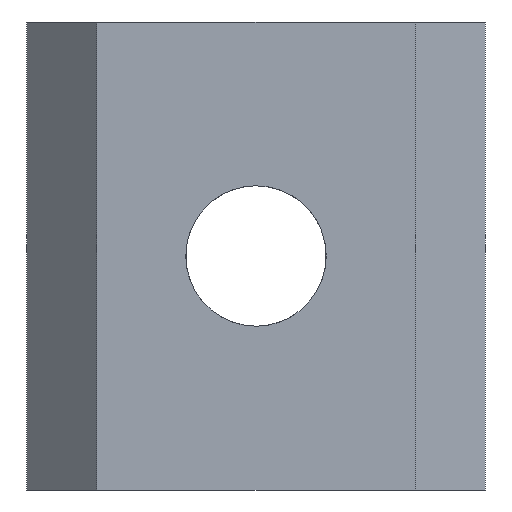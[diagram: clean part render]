
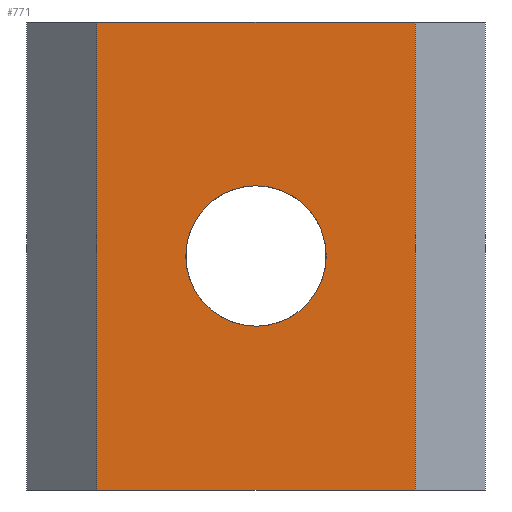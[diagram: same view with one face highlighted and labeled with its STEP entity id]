
A CAD part, front view. The second image highlights one B-rep face of the part: STEP entity #771.
In plain terms, the highlighted planar face has unit normal (0, -1, 0).
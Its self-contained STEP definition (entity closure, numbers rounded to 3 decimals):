
#258=CARTESIAN_POINT('',(12.8,0.0,10.0));
#259=VERTEX_POINT('',#258);
#260=CARTESIAN_POINT('',(9.8,0.0,10.0));
#261=DIRECTION('',(0.0,1.0,0.0));
#262=DIRECTION('',(-1.0,0.0,0.0));
#263=AXIS2_PLACEMENT_3D('',#260,#261,#262);
#264=CIRCLE('',#263,3.0);
#265=EDGE_CURVE('',#259,#259,#264,.T.);
#334=CARTESIAN_POINT('',(16.6,0.0,0.0));
#335=VERTEX_POINT('',#334);
#342=CARTESIAN_POINT('',(3.0,0.0,0.0));
#343=VERTEX_POINT('',#342);
#344=CARTESIAN_POINT('',(3.0,0.0,0.0));
#345=DIRECTION('',(1.0,0.0,0.0));
#346=VECTOR('',#345,13.6);
#347=LINE('',#344,#346);
#348=EDGE_CURVE('',#343,#335,#347,.T.);
#521=CARTESIAN_POINT('',(3.0,0.0,20.0));
#522=VERTEX_POINT('',#521);
#529=CARTESIAN_POINT('',(16.6,0.0,20.0));
#530=VERTEX_POINT('',#529);
#531=CARTESIAN_POINT('',(3.0,0.0,20.0));
#532=DIRECTION('',(1.0,0.0,0.0));
#533=VECTOR('',#532,13.6);
#534=LINE('',#531,#533);
#535=EDGE_CURVE('',#522,#530,#534,.T.);
#671=CARTESIAN_POINT('',(16.6,0.0,20.0));
#672=DIRECTION('',(0.0,0.0,-1.0));
#673=VECTOR('',#672,20.0);
#674=LINE('',#671,#673);
#675=EDGE_CURVE('',#530,#335,#674,.T.);
#690=CARTESIAN_POINT('',(3.0,0.0,0.0));
#691=DIRECTION('',(0.0,0.0,1.0));
#692=VECTOR('',#691,20.0);
#693=LINE('',#690,#692);
#694=EDGE_CURVE('',#343,#522,#693,.T.);
#757=CARTESIAN_POINT('',(0.0,0.0,0.0));
#758=DIRECTION('',(0.0,-1.0,0.0));
#759=DIRECTION('',(1.0,0.0,0.0));
#760=AXIS2_PLACEMENT_3D('',#757,#758,#759);
#761=PLANE('',#760);
#762=ORIENTED_EDGE('',*,*,#675,.F.);
#763=ORIENTED_EDGE('',*,*,#535,.F.);
#764=ORIENTED_EDGE('',*,*,#694,.F.);
#765=ORIENTED_EDGE('',*,*,#348,.T.);
#766=EDGE_LOOP('',(#762,#763,#764,#765));
#767=FACE_OUTER_BOUND('',#766,.T.);
#768=ORIENTED_EDGE('',*,*,#265,.T.);
#769=EDGE_LOOP('',(#768));
#770=FACE_BOUND('',#769,.T.);
#771=ADVANCED_FACE('',(#767,#770),#761,.T.);
